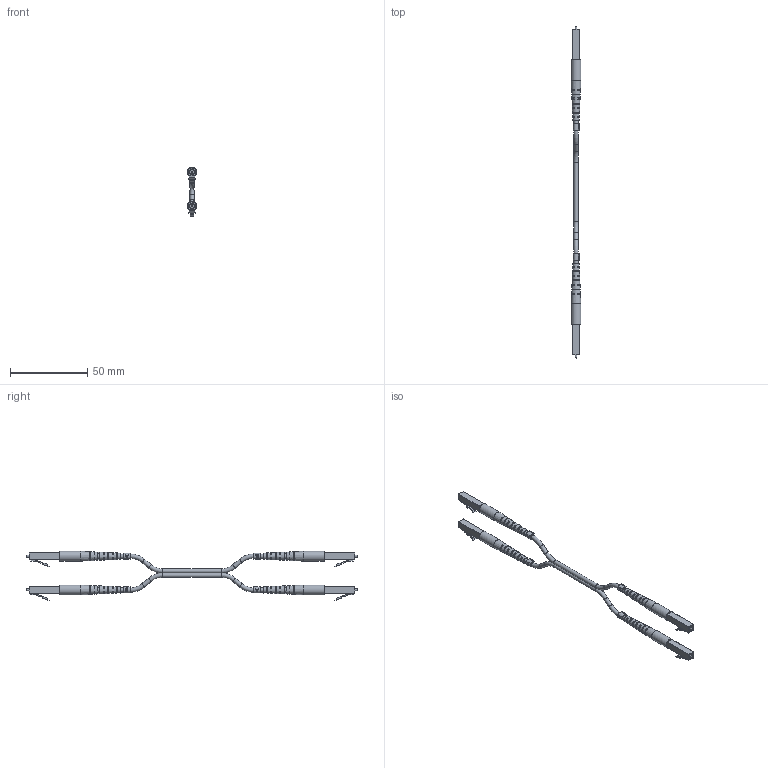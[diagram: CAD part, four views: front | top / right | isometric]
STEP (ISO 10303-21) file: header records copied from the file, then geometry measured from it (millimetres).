
FILE_DESCRIPTION (( 'STEP AP214' ), '1' );
FILE_NAME ('FODZLC-OM3.STEP', '2018-01-16T14:31:49', ( '' ), ( '' ), 'SwSTEP 2.0', 'SolidWorks 2014', '' );
FILE_SCHEMA (( 'AUTOMOTIVE_DESIGN' ));
Length unit declared in the file: inch
Products named in the file (7): LBL-C3P-B; LBL-C3P-A; CONN-LC3-220-3; CONN-LC3-220-3-MA2; CONN-LC3-220-3-MA1_WITHOU BACK CLIP; 1AL06-032; FODZLC-OM3
Assembly tree (11 placements, depth 3):
  FODZLC-OM3
    1AL06-032
    CONN-LC3-220-3  x4
      CONN-LC3-220-3-MA1_WITHOU BACK CLIP
      CONN-LC3-220-3-MA2
    LBL-C3P-A  x2
    LBL-C3P-B  x2
Bounding box: 6.35 x 214.42 x 31.91 mm (x, y, z)
Volume: 4550.9 mm3; surface area: 10406.1 mm2
Topology: 13 solids, 13 shells, 634 faces, 1694 edges, 1080 vertices
Faces by surface type: plane 464, cylinder 88, cone 36, bspline 18, sphere 16, torus 12
Full cylindrical faces by diameter (mm): 1.27 x4, 2.017 x4, 2.794 x8, 3.048 x20, 6.35 x4
Entity records: 7593 total; most frequent: CARTESIAN_POINT 1888, ORIENTED_EDGE 920, DIRECTION 919, EDGE_CURVE 460, AXIS2_PLACEMENT_3D 334, VERTEX_POINT 314, EDGE_LOOP 276, VECTOR 251
